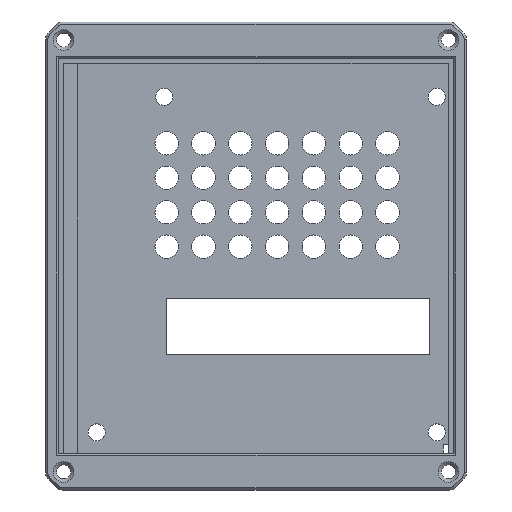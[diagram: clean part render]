
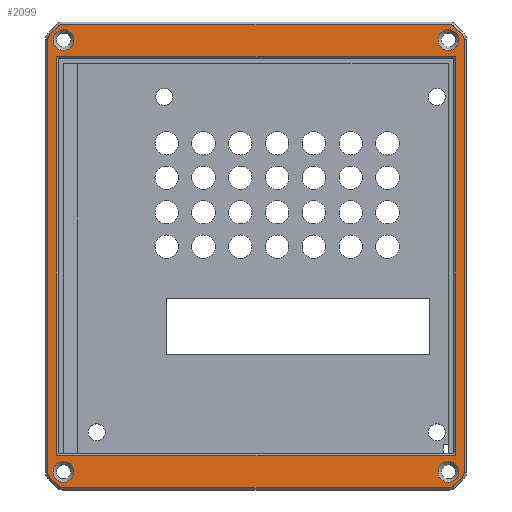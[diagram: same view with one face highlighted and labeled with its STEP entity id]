
A CAD part, top view. The second image highlights one B-rep face of the part: STEP entity #2099.
In plain terms, the highlighted planar face has unit normal (0, 0, 1).
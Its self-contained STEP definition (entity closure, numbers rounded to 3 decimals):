
#78=FACE_BOUND('',#381,.T.);
#79=FACE_BOUND('',#382,.T.);
#80=FACE_BOUND('',#383,.T.);
#81=FACE_BOUND('',#384,.T.);
#82=FACE_BOUND('',#385,.T.);
#153=CIRCLE('',#2224,1.3);
#154=CIRCLE('',#2225,1.3);
#155=CIRCLE('',#2226,1.3);
#156=CIRCLE('',#2227,1.3);
#157=CIRCLE('',#2228,1.3);
#158=CIRCLE('',#2229,1.3);
#159=CIRCLE('',#2230,1.3);
#160=CIRCLE('',#2231,1.3);
#161=CIRCLE('',#2232,2.2);
#162=CIRCLE('',#2233,2.2);
#163=CIRCLE('',#2234,2.2);
#164=CIRCLE('',#2235,2.2);
#270=FACE_OUTER_BOUND('',#380,.T.);
#380=EDGE_LOOP('',(#1471,#1472,#1473,#1474,#1475,#1476,#1477,#1478,#1479,
#1480,#1481,#1482,#1483,#1484,#1485,#1486));
#381=EDGE_LOOP('',(#1487));
#382=EDGE_LOOP('',(#1488));
#383=EDGE_LOOP('',(#1489));
#384=EDGE_LOOP('',(#1490));
#385=EDGE_LOOP('',(#1491,#1492,#1493,#1494));
#566=LINE('',#3092,#759);
#570=LINE('',#3100,#763);
#575=LINE('',#3109,#768);
#576=LINE('',#3111,#769);
#581=LINE('',#3121,#774);
#582=LINE('',#3125,#775);
#583=LINE('',#3129,#776);
#584=LINE('',#3133,#777);
#585=LINE('',#3137,#778);
#586=LINE('',#3141,#779);
#587=LINE('',#3145,#780);
#588=LINE('',#3149,#781);
#759=VECTOR('',#2450,10.);
#763=VECTOR('',#2456,10.);
#768=VECTOR('',#2463,10.);
#769=VECTOR('',#2466,10.);
#774=VECTOR('',#2477,10.);
#775=VECTOR('',#2480,10.);
#776=VECTOR('',#2483,10.);
#777=VECTOR('',#2486,10.);
#778=VECTOR('',#2489,10.);
#779=VECTOR('',#2492,10.);
#780=VECTOR('',#2495,10.);
#781=VECTOR('',#2498,10.);
#952=VERTEX_POINT('',#3090);
#953=VERTEX_POINT('',#3091);
#956=VERTEX_POINT('',#3099);
#959=VERTEX_POINT('',#3107);
#960=VERTEX_POINT('',#3119);
#961=VERTEX_POINT('',#3120);
#962=VERTEX_POINT('',#3122);
#963=VERTEX_POINT('',#3124);
#964=VERTEX_POINT('',#3126);
#965=VERTEX_POINT('',#3128);
#966=VERTEX_POINT('',#3130);
#967=VERTEX_POINT('',#3132);
#968=VERTEX_POINT('',#3134);
#969=VERTEX_POINT('',#3136);
#970=VERTEX_POINT('',#3138);
#971=VERTEX_POINT('',#3140);
#972=VERTEX_POINT('',#3142);
#973=VERTEX_POINT('',#3144);
#974=VERTEX_POINT('',#3146);
#975=VERTEX_POINT('',#3148);
#976=VERTEX_POINT('',#3151);
#977=VERTEX_POINT('',#3153);
#978=VERTEX_POINT('',#3155);
#979=VERTEX_POINT('',#3157);
#1144=EDGE_CURVE('',#952,#953,#566,.T.);
#1148=EDGE_CURVE('',#953,#956,#570,.T.);
#1153=EDGE_CURVE('',#959,#952,#575,.T.);
#1154=EDGE_CURVE('',#956,#959,#576,.T.);
#1159=EDGE_CURVE('',#960,#961,#581,.T.);
#1160=EDGE_CURVE('',#962,#960,#153,.T.);
#1161=EDGE_CURVE('',#963,#962,#582,.T.);
#1162=EDGE_CURVE('',#964,#963,#154,.T.);
#1163=EDGE_CURVE('',#965,#964,#583,.T.);
#1164=EDGE_CURVE('',#966,#965,#155,.T.);
#1165=EDGE_CURVE('',#967,#966,#584,.T.);
#1166=EDGE_CURVE('',#968,#967,#156,.T.);
#1167=EDGE_CURVE('',#969,#968,#585,.T.);
#1168=EDGE_CURVE('',#970,#969,#157,.T.);
#1169=EDGE_CURVE('',#971,#970,#586,.T.);
#1170=EDGE_CURVE('',#972,#971,#158,.T.);
#1171=EDGE_CURVE('',#973,#972,#587,.T.);
#1172=EDGE_CURVE('',#974,#973,#159,.T.);
#1173=EDGE_CURVE('',#975,#974,#588,.T.);
#1174=EDGE_CURVE('',#961,#975,#160,.T.);
#1175=EDGE_CURVE('',#976,#976,#161,.T.);
#1176=EDGE_CURVE('',#977,#977,#162,.T.);
#1177=EDGE_CURVE('',#978,#978,#163,.T.);
#1178=EDGE_CURVE('',#979,#979,#164,.T.);
#1471=ORIENTED_EDGE('',*,*,#1159,.F.);
#1472=ORIENTED_EDGE('',*,*,#1160,.F.);
#1473=ORIENTED_EDGE('',*,*,#1161,.F.);
#1474=ORIENTED_EDGE('',*,*,#1162,.F.);
#1475=ORIENTED_EDGE('',*,*,#1163,.F.);
#1476=ORIENTED_EDGE('',*,*,#1164,.F.);
#1477=ORIENTED_EDGE('',*,*,#1165,.F.);
#1478=ORIENTED_EDGE('',*,*,#1166,.F.);
#1479=ORIENTED_EDGE('',*,*,#1167,.F.);
#1480=ORIENTED_EDGE('',*,*,#1168,.F.);
#1481=ORIENTED_EDGE('',*,*,#1169,.F.);
#1482=ORIENTED_EDGE('',*,*,#1170,.F.);
#1483=ORIENTED_EDGE('',*,*,#1171,.F.);
#1484=ORIENTED_EDGE('',*,*,#1172,.F.);
#1485=ORIENTED_EDGE('',*,*,#1173,.F.);
#1486=ORIENTED_EDGE('',*,*,#1174,.F.);
#1487=ORIENTED_EDGE('',*,*,#1175,.T.);
#1488=ORIENTED_EDGE('',*,*,#1176,.T.);
#1489=ORIENTED_EDGE('',*,*,#1177,.T.);
#1490=ORIENTED_EDGE('',*,*,#1178,.T.);
#1491=ORIENTED_EDGE('',*,*,#1144,.F.);
#1492=ORIENTED_EDGE('',*,*,#1153,.F.);
#1493=ORIENTED_EDGE('',*,*,#1154,.F.);
#1494=ORIENTED_EDGE('',*,*,#1148,.F.);
#2052=PLANE('',#2223);
#2099=ADVANCED_FACE('',(#270,#78,#79,#80,#81,#82),#2052,.T.);
#2223=AXIS2_PLACEMENT_3D('',#3118,#2475,#2476);
#2224=AXIS2_PLACEMENT_3D('',#3123,#2478,#2479);
#2225=AXIS2_PLACEMENT_3D('',#3127,#2481,#2482);
#2226=AXIS2_PLACEMENT_3D('',#3131,#2484,#2485);
#2227=AXIS2_PLACEMENT_3D('',#3135,#2487,#2488);
#2228=AXIS2_PLACEMENT_3D('',#3139,#2490,#2491);
#2229=AXIS2_PLACEMENT_3D('',#3143,#2493,#2494);
#2230=AXIS2_PLACEMENT_3D('',#3147,#2496,#2497);
#2231=AXIS2_PLACEMENT_3D('',#3150,#2499,#2500);
#2232=AXIS2_PLACEMENT_3D('',#3152,#2501,#2502);
#2233=AXIS2_PLACEMENT_3D('',#3154,#2503,#2504);
#2234=AXIS2_PLACEMENT_3D('',#3156,#2505,#2506);
#2235=AXIS2_PLACEMENT_3D('',#3158,#2507,#2508);
#2450=DIRECTION('',(-1.,0.,0.));
#2456=DIRECTION('',(0.,-1.,0.));
#2463=DIRECTION('',(0.,1.,0.));
#2466=DIRECTION('',(1.,0.,0.));
#2475=DIRECTION('center_axis',(0.,0.,1.));
#2476=DIRECTION('ref_axis',(-1.,0.,0.));
#2477=DIRECTION('',(0.,-1.,0.));
#2478=DIRECTION('center_axis',(0.,0.,-1.));
#2479=DIRECTION('ref_axis',(1.,0.,0.));
#2480=DIRECTION('',(0.707,-0.707,0.));
#2481=DIRECTION('center_axis',(0.,0.,-1.));
#2482=DIRECTION('ref_axis',(0.707,0.707,0.));
#2483=DIRECTION('',(1.,0.,0.));
#2484=DIRECTION('center_axis',(0.,0.,-1.));
#2485=DIRECTION('ref_axis',(0.,1.,0.));
#2486=DIRECTION('',(0.707,0.707,0.));
#2487=DIRECTION('center_axis',(0.,0.,-1.));
#2488=DIRECTION('ref_axis',(-0.707,0.707,0.));
#2489=DIRECTION('',(0.,1.,0.));
#2490=DIRECTION('center_axis',(0.,0.,-1.));
#2491=DIRECTION('ref_axis',(-1.,0.,0.));
#2492=DIRECTION('',(-0.707,0.707,0.));
#2493=DIRECTION('center_axis',(0.,0.,-1.));
#2494=DIRECTION('ref_axis',(-0.707,-0.707,0.));
#2495=DIRECTION('',(-1.,0.,0.));
#2496=DIRECTION('center_axis',(0.,0.,-1.));
#2497=DIRECTION('ref_axis',(0.,-1.,0.));
#2498=DIRECTION('',(-0.707,-0.707,0.));
#2499=DIRECTION('center_axis',(0.,0.,-1.));
#2500=DIRECTION('ref_axis',(0.707,-0.707,0.));
#2501=DIRECTION('center_axis',(0.,0.,-1.));
#2502=DIRECTION('ref_axis',(-1.,0.,0.));
#2503=DIRECTION('center_axis',(0.,0.,-1.));
#2504=DIRECTION('ref_axis',(-1.,0.,0.));
#2505=DIRECTION('center_axis',(0.,0.,-1.));
#2506=DIRECTION('ref_axis',(-1.,0.,0.));
#2507=DIRECTION('center_axis',(0.,0.,-1.));
#2508=DIRECTION('ref_axis',(-1.,0.,0.));
#3090=CARTESIAN_POINT('',(42.4,33.4,54.));
#3091=CARTESIAN_POINT('',(-42.4,33.4,54.));
#3092=CARTESIAN_POINT('',(-20.,33.4,54.));
#3099=CARTESIAN_POINT('',(-42.4,-51.4,54.));
#3100=CARTESIAN_POINT('',(-42.4,-29.,54.));
#3107=CARTESIAN_POINT('',(42.4,-51.4,54.));
#3109=CARTESIAN_POINT('',(42.4,11.,54.));
#3111=CARTESIAN_POINT('',(20.,-51.4,54.));
#3118=CARTESIAN_POINT('Origin',(0.,-9.,54.));
#3119=CARTESIAN_POINT('',(44.3,37.172,54.));
#3120=CARTESIAN_POINT('',(44.3,-55.172,54.));
#3121=CARTESIAN_POINT('',(44.3,-32.086,54.));
#3122=CARTESIAN_POINT('',(43.919,38.091,54.));
#3123=CARTESIAN_POINT('Origin',(43.,37.172,54.));
#3124=CARTESIAN_POINT('',(42.091,39.919,54.));
#3125=CARTESIAN_POINT('',(44.712,37.298,54.));
#3126=CARTESIAN_POINT('',(41.172,40.3,54.));
#3127=CARTESIAN_POINT('Origin',(41.172,39.,54.));
#3128=CARTESIAN_POINT('',(-41.172,40.3,54.));
#3129=CARTESIAN_POINT('',(20.586,40.3,54.));
#3130=CARTESIAN_POINT('',(-42.091,39.919,54.));
#3131=CARTESIAN_POINT('Origin',(-41.172,39.,54.));
#3132=CARTESIAN_POINT('',(-43.919,38.091,54.));
#3133=CARTESIAN_POINT('',(-43.798,38.212,54.));
#3134=CARTESIAN_POINT('',(-44.3,37.172,54.));
#3135=CARTESIAN_POINT('Origin',(-43.,37.172,54.));
#3136=CARTESIAN_POINT('',(-44.3,-55.172,54.));
#3137=CARTESIAN_POINT('',(-44.3,14.086,54.));
#3138=CARTESIAN_POINT('',(-43.919,-56.091,54.));
#3139=CARTESIAN_POINT('Origin',(-43.,-55.172,54.));
#3140=CARTESIAN_POINT('',(-42.091,-57.919,54.));
#3141=CARTESIAN_POINT('',(-44.712,-55.298,54.));
#3142=CARTESIAN_POINT('',(-41.172,-58.3,54.));
#3143=CARTESIAN_POINT('Origin',(-41.172,-57.,54.));
#3144=CARTESIAN_POINT('',(41.172,-58.3,54.));
#3145=CARTESIAN_POINT('',(-20.586,-58.3,54.));
#3146=CARTESIAN_POINT('',(42.091,-57.919,54.));
#3147=CARTESIAN_POINT('Origin',(41.172,-57.,54.));
#3148=CARTESIAN_POINT('',(43.919,-56.091,54.));
#3149=CARTESIAN_POINT('',(43.798,-56.212,54.));
#3150=CARTESIAN_POINT('Origin',(43.,-55.172,54.));
#3151=CARTESIAN_POINT('',(43.154,36.954,54.));
#3152=CARTESIAN_POINT('Origin',(40.954,36.954,54.));
#3153=CARTESIAN_POINT('',(-38.754,-54.954,54.));
#3154=CARTESIAN_POINT('Origin',(-40.954,-54.954,54.));
#3155=CARTESIAN_POINT('',(-38.754,36.954,54.));
#3156=CARTESIAN_POINT('Origin',(-40.954,36.954,54.));
#3157=CARTESIAN_POINT('',(43.154,-54.954,54.));
#3158=CARTESIAN_POINT('Origin',(40.954,-54.954,54.));
